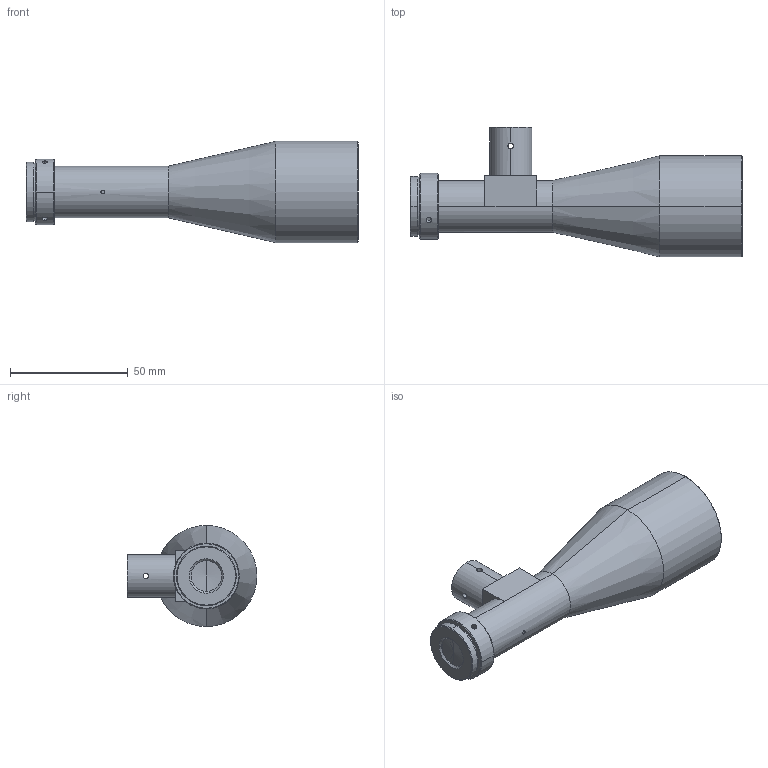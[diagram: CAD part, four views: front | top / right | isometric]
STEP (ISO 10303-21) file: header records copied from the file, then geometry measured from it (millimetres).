
FILE_DESCRIPTION (( 'STEP AP203' ), '1' );
FILE_NAME ('WWH03-110CT.STEP', '2019-12-03T02:54:03', ( 'Windows 蚚誧' ), ( '' ), 'SwSTEP 2.0', 'SolidWorks 2017', '' );
FILE_SCHEMA (( 'CONFIG_CONTROL_DESIGN' ));
Length unit declared in the file: millimetre
Products named in the file (1): WWH03-110CT
Bounding box: 141.1 x 55.2 x 43 mm (x, y, z)
Volume: 118306.2 mm3; surface area: 19273.1 mm2
Topology: 1 solids, 1 shells, 118 faces, 276 edges, 177 vertices
Faces by surface type: cylinder 71, cone 25, plane 22
Entity records: 4104 total; most frequent: CARTESIAN_POINT 1327, DIRECTION 565, ORIENTED_EDGE 548, EDGE_CURVE 274, AXIS2_PLACEMENT_3D 233, VERTEX_POINT 177, EDGE_LOOP 145, ADVANCED_FACE 118
